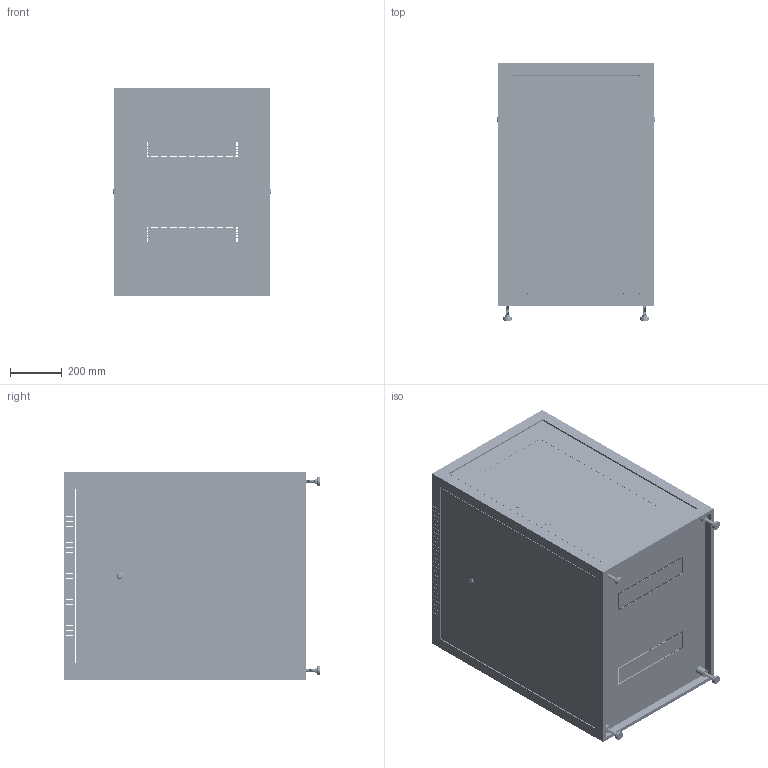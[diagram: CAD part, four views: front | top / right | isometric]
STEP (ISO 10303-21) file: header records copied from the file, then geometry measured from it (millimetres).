
FILE_DESCRIPTION (( 'STEP AP214' ), '1' );
FILE_NAME ('ITK LINEA E 600x800_18U_DverStekl-Me.STEP', '2018-12-26T13:20:55', ( '' ), ( '' ), 'SwSTEP 2.0', 'SolidWorks 2014', '' );
FILE_SCHEMA (( 'AUTOMOTIVE_DESIGN' ));
Length unit declared in the file: millimetre
Products named in the file (15): Îñíîâàíèå â ñáîðå; Îïîðà LF-80; ﾄ粢; Äâåðü â ñáîðå; ITK LINEA E 600x800_18U_DverStekl-Me; Bok_profil_-01; Profil 19_-00; Gaika; êðûøà_600õ800; Stoika_-00; Vint (1)_01; Îñíîâàíèå_600õ800; 岓臍 119.30.02 栺樏鋋_18U; Dver_Me_18U; Panel_Bok_18Ux800
Assembly tree (59 placements, depth 3):
  ITK LINEA E 600x800_18U_DverStekl-Me
    Îñíîâàíèå â ñáîðå
      Îñíîâàíèå_600õ800
      Îïîðà LF-80  x4
    Stoika_-00  x4
    êðûøà_600õ800
    Panel_Bok_18Ux800  x2
    Dver_Me_18U
    Gaika  x16
    Bok_profil_-01  x4
    Vint (1)_01  x18
    Profil 19_-00  x4
    Äâåðü â ñáîðå
      ﾄ粢
      岓臍 119.30.02 栺樏鋋_18U
Bounding box: 607 x 988.4 x 800.9 mm (x, y, z)
Volume: 6828036.7 mm3; surface area: 9981462.3 mm2
Topology: 57 solids, 57 shells, 8598 faces, 23486 edges, 15036 vertices
Faces by surface type: plane 6330, cylinder 1972, bspline 216, sphere 60, cone 12, torus 8
Entity records: 118095 total; most frequent: CARTESIAN_POINT 24647, ORIENTED_EDGE 19254, DIRECTION 18410, EDGE_CURVE 9627, VECTOR 7522, LINE 7522, VERTEX_POINT 6360, AXIS2_PLACEMENT_3D 5444
